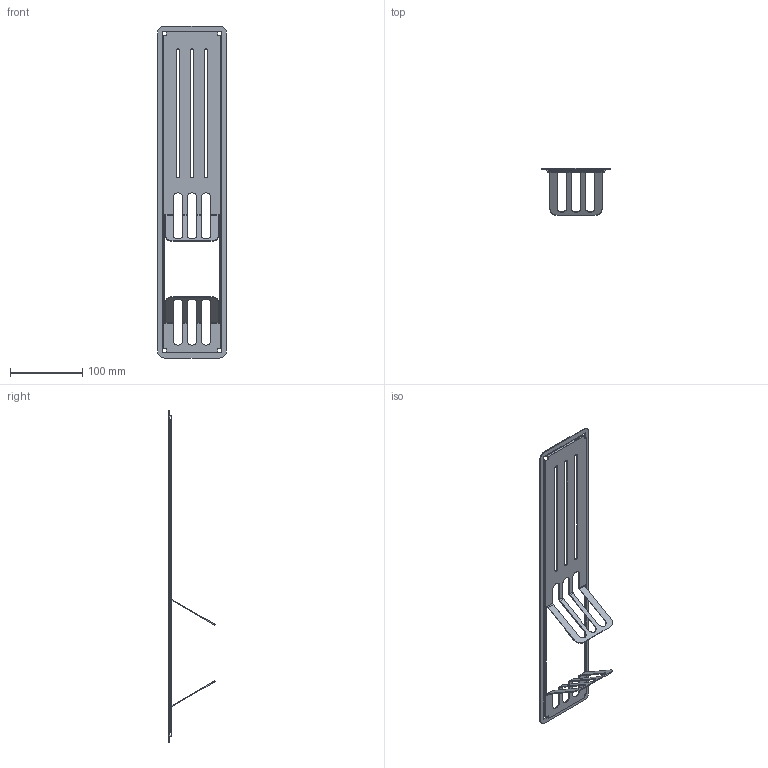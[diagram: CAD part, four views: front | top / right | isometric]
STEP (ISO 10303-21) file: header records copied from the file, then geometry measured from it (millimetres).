
FILE_DESCRIPTION (( 'STEP AP214' ), '1' );
FILE_NAME ('Stojak na talerze6-4.STEP', '2024-04-10T10:27:01', ( '' ), ( '' ), 'SwSTEP 2.0', 'SolidWorks 2018', '' );
FILE_SCHEMA (( 'AUTOMOTIVE_DESIGN' ));
Length unit declared in the file: millimetre
Products named in the file (1): Stojak na talerze6-4
Bounding box: 95.23 x 64.34 x 458.22 mm (x, y, z)
Volume: 41858.3 mm3; surface area: 74501.5 mm2
Topology: 1 solids, 1 shells, 154 faces, 465 edges, 294 vertices
Faces by surface type: plane 89, cylinder 65
Entity records: 5273 total; most frequent: ORIENTED_EDGE 930, CARTESIAN_POINT 920, DIRECTION 911, EDGE_CURVE 465, LINE 325, VECTOR 325, VERTEX_POINT 294, AXIS2_PLACEMENT_3D 293
